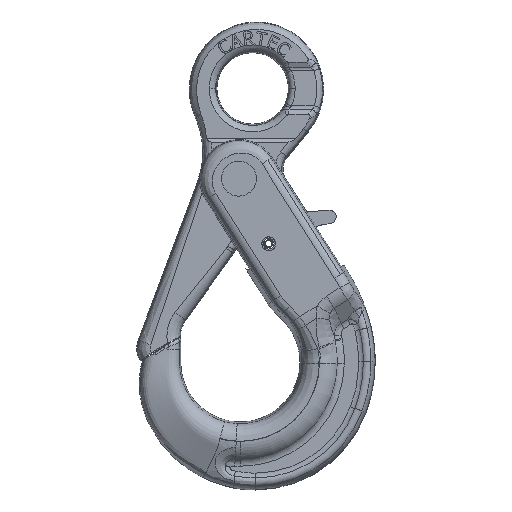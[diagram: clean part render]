
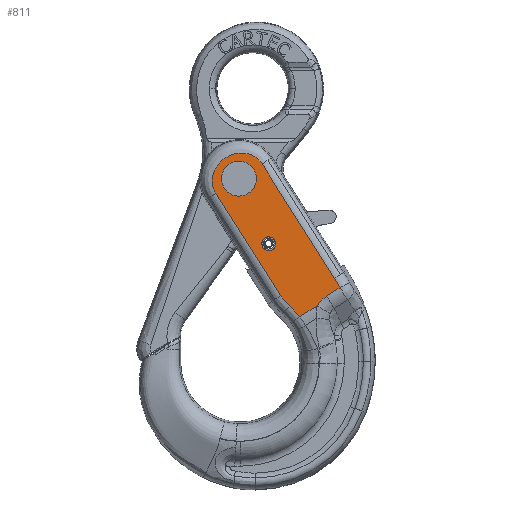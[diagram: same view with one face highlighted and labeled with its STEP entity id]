
A CAD part, top view. The second image highlights one B-rep face of the part: STEP entity #811.
In plain terms, the highlighted planar face has unit normal (0, 0, 1).
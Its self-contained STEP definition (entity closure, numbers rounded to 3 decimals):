
#811=ADVANCED_FACE('',(#2050,#2051,#2052),#2053,.F.);
#2050=FACE_OUTER_BOUND('',#11575,.T.);
#2051=FACE_BOUND('',#11576,.T.);
#2052=FACE_BOUND('',#11577,.T.);
#2053=PLANE('',#11578);
#11575=EDGE_LOOP('',(#32485,#32486,#32487,#32488,#32489,#32490,#32491,#32492,#32493));
#11576=EDGE_LOOP('',(#32494,#32495));
#11577=EDGE_LOOP('',(#32496,#32497));
#11578=AXIS2_PLACEMENT_3D('',#32498,#32499,#32500);
#32485=ORIENTED_EDGE('',*,*,#36450,.T.);
#32486=ORIENTED_EDGE('',*,*,#36451,.T.);
#32487=ORIENTED_EDGE('',*,*,#36452,.T.);
#32488=ORIENTED_EDGE('',*,*,#36453,.T.);
#32489=ORIENTED_EDGE('',*,*,#36454,.T.);
#32490=ORIENTED_EDGE('',*,*,#36455,.T.);
#32491=ORIENTED_EDGE('',*,*,#36299,.T.);
#32492=ORIENTED_EDGE('',*,*,#36456,.T.);
#32493=ORIENTED_EDGE('',*,*,#36304,.T.);
#32494=ORIENTED_EDGE('',*,*,#36238,.T.);
#32495=ORIENTED_EDGE('',*,*,#36457,.T.);
#32496=ORIENTED_EDGE('',*,*,#36248,.T.);
#32497=ORIENTED_EDGE('',*,*,#36458,.T.);
#32498=CARTESIAN_POINT('',(15.924,32.75,13.75));
#32499=DIRECTION('',(0.0,0.0,-1.0));
#32500=DIRECTION('',(0.0,-1.0,0.0));
#36238=EDGE_CURVE('',#38274,#38278,#38280,.T.);
#36248=EDGE_CURVE('',#38292,#38296,#38298,.T.);
#36299=EDGE_CURVE('',#38387,#38385,#38388,.T.);
#36304=EDGE_CURVE('',#38396,#38394,#38397,.T.);
#36450=EDGE_CURVE('',#38394,#38635,#38636,.T.);
#36451=EDGE_CURVE('',#38635,#38637,#38638,.T.);
#36452=EDGE_CURVE('',#38637,#38639,#38640,.T.);
#36453=EDGE_CURVE('',#38639,#38641,#38642,.T.);
#36454=EDGE_CURVE('',#38641,#38643,#38644,.T.);
#36455=EDGE_CURVE('',#38643,#38387,#38645,.T.);
#36456=EDGE_CURVE('',#38385,#38396,#38646,.T.);
#36457=EDGE_CURVE('',#38278,#38274,#38647,.T.);
#36458=EDGE_CURVE('',#38296,#38292,#38648,.T.);
#38274=VERTEX_POINT('',#41165);
#38278=VERTEX_POINT('',#41170);
#38280=CIRCLE('',#41173,2.625);
#38292=VERTEX_POINT('',#41187);
#38296=VERTEX_POINT('',#41192);
#38298=CIRCLE('',#41195,6.125);
#38385=VERTEX_POINT('',#41452);
#38387=VERTEX_POINT('',#41454);
#38388=LINE('',#41455,#41456);
#38394=VERTEX_POINT('',#41463);
#38396=VERTEX_POINT('',#41465);
#38397=LINE('',#41466,#41467);
#38635=VERTEX_POINT('',#43476);
#38636=B_SPLINE_CURVE_WITH_KNOTS('',3,(#43477,#43478,#43479,#43480,#43481,#43482),.UNSPECIFIED.,.F.,.F.,(4,2,4),(0.699,0.712,0.725),.UNSPECIFIED.);
#38637=VERTEX_POINT('',#43483);
#38638=B_SPLINE_CURVE_WITH_KNOTS('',3,(#43484,#43485,#43486,#43487,#43488,#43489,#43490,#43491,#43492,#43493,#43494,#43495,#43496,#43497,#43498,#43499,#43500,#43501,#43502,#43503,#43504,#43505),.UNSPECIFIED.,.F.,.F.,(4,3,3,3,3,3,3,4),(-1.0,-0.5,-0.25,-0.125,-0.094,-0.078,-0.063,0.0),.UNSPECIFIED.);
#38639=VERTEX_POINT('',#43506);
#38640=LINE('',#43507,#43508);
#38641=VERTEX_POINT('',#43509);
#38642=B_SPLINE_CURVE_WITH_KNOTS('',3,(#43510,#43511,#43512,#43513,#43514,#43515,#43516,#43517,#43518,#43519,#43520,#43521,#43522),.UNSPECIFIED.,.F.,.F.,(4,3,3,3,4),(0.0,0.25,0.5,0.75,1.0),.UNSPECIFIED.);
#38643=VERTEX_POINT('',#43523);
#38644=LINE('',#43524,#43525);
#38645=CIRCLE('',#43526,64.406);
#38646=B_SPLINE_CURVE_WITH_KNOTS('',3,(#43527,#43528,#43529,#43530,#43531,#43532,#43533,#43534,#43535,#43536,#43537,#43538,#43539,#43540,#43541,#43542,#43543,#43544,#43545,#43546,#43547,#43548,#43549,#43550,#43551,#43552,#43553,#43554,#43555,#43556,#43557,#43558,#43559,#43560,#43561,#43562,#43563),.UNSPECIFIED.,.F.,.F.,(4,3,3,3,3,3,3,3,3,3,3,3,4),(-1.0,-0.938,-0.875,-0.813,-0.75,-0.625,-0.5,-0.375,-0.25,-0.188,-0.125,-0.062,0.),.UNSPECIFIED.);
#38647=CIRCLE('',#43564,2.625);
#38648=CIRCLE('',#43565,6.125);
#41165=CARTESIAN_POINT('',(7.914,44.105,13.75));
#41170=CARTESIAN_POINT('',(13.164,44.105,13.75));
#41173=AXIS2_PLACEMENT_3D('',#54622,#54623,#54624);
#41187=CARTESIAN_POINT('',(-6.65,68.3,13.75));
#41192=CARTESIAN_POINT('',(5.6,68.3,13.75));
#41195=AXIS2_PLACEMENT_3D('',#54638,#54639,#54640);
#41452=CARTESIAN_POINT('',(8.097,73.761,13.75));
#41454=CARTESIAN_POINT('',(35.027,31.244,13.75));
#41455=CARTESIAN_POINT('',(35.027,31.244,13.75));
#41456=VECTOR('',#54726,10.0);
#41463=CARTESIAN_POINT('',(14.985,24.741,13.75));
#41465=CARTESIAN_POINT('',(-9.147,62.839,13.75));
#41466=CARTESIAN_POINT('',(-9.147,62.839,13.75));
#41467=VECTOR('',#54734,10.0);
#43476=CARTESIAN_POINT('',(18.198,21.008,13.75));
#43477=CARTESIAN_POINT('',(14.985,24.741,13.75));
#43478=CARTESIAN_POINT('',(15.424,24.047,13.75));
#43479=CARTESIAN_POINT('',(15.916,23.382,13.75));
#43480=CARTESIAN_POINT('',(16.993,22.132,13.75));
#43481=CARTESIAN_POINT('',(17.577,21.546,13.75));
#43482=CARTESIAN_POINT('',(18.198,21.008,13.75));
#43483=CARTESIAN_POINT('',(22.076,16.889,13.75));
#43484=CARTESIAN_POINT('',(18.198,21.008,13.75));
#43485=CARTESIAN_POINT('',(18.921,20.382,13.75));
#43486=CARTESIAN_POINT('',(19.614,19.716,13.75));
#43487=CARTESIAN_POINT('',(20.27,19.017,13.75));
#43488=CARTESIAN_POINT('',(20.598,18.667,13.75));
#43489=CARTESIAN_POINT('',(20.917,18.309,13.75));
#43490=CARTESIAN_POINT('',(21.227,17.943,13.75));
#43491=CARTESIAN_POINT('',(21.382,17.76,13.75));
#43492=CARTESIAN_POINT('',(21.534,17.575,13.75));
#43493=CARTESIAN_POINT('',(21.684,17.388,13.75));
#43494=CARTESIAN_POINT('',(21.721,17.341,13.75));
#43495=CARTESIAN_POINT('',(21.758,17.294,13.75));
#43496=CARTESIAN_POINT('',(21.795,17.247,13.75));
#43497=CARTESIAN_POINT('',(21.814,17.224,13.75));
#43498=CARTESIAN_POINT('',(21.832,17.201,13.75));
#43499=CARTESIAN_POINT('',(21.851,17.177,13.75));
#43500=CARTESIAN_POINT('',(21.869,17.153,13.75));
#43501=CARTESIAN_POINT('',(21.883,17.136,13.75));
#43502=CARTESIAN_POINT('',(21.898,17.117,13.75));
#43503=CARTESIAN_POINT('',(21.958,17.041,13.75));
#43504=CARTESIAN_POINT('',(22.017,16.965,13.75));
#43505=CARTESIAN_POINT('',(22.076,16.889,13.75));
#43506=CARTESIAN_POINT('',(28.61,21.028,13.75));
#43507=CARTESIAN_POINT('',(22.076,16.889,13.75));
#43508=VECTOR('',#54890,7.735);
#43509=CARTESIAN_POINT('',(32.062,24.554,13.75));
#43510=CARTESIAN_POINT('',(28.61,21.028,13.75));
#43511=CARTESIAN_POINT('',(28.831,21.383,13.75));
#43512=CARTESIAN_POINT('',(29.067,21.723,13.75));
#43513=CARTESIAN_POINT('',(29.321,22.049,13.75));
#43514=CARTESIAN_POINT('',(29.574,22.375,13.75));
#43515=CARTESIAN_POINT('',(29.844,22.686,13.75));
#43516=CARTESIAN_POINT('',(30.131,22.981,13.75));
#43517=CARTESIAN_POINT('',(30.418,23.277,13.75));
#43518=CARTESIAN_POINT('',(30.722,23.557,13.75));
#43519=CARTESIAN_POINT('',(31.045,23.82,13.75));
#43520=CARTESIAN_POINT('',(31.368,24.084,13.75));
#43521=CARTESIAN_POINT('',(31.708,24.33,13.75));
#43522=CARTESIAN_POINT('',(32.062,24.554,13.75));
#43523=CARTESIAN_POINT('',(37.094,27.741,13.75));
#43524=CARTESIAN_POINT('',(32.062,24.554,13.75));
#43525=VECTOR('',#54891,5.957);
#43526=AXIS2_PLACEMENT_3D('',#54892,#54893,#54894);
#43527=CARTESIAN_POINT('',(8.097,73.761,13.75));
#43528=CARTESIAN_POINT('',(7.747,74.314,13.75));
#43529=CARTESIAN_POINT('',(7.333,74.828,13.75));
#43530=CARTESIAN_POINT('',(6.87,75.288,13.75));
#43531=CARTESIAN_POINT('',(6.406,75.747,13.75));
#43532=CARTESIAN_POINT('',(5.889,76.155,13.75));
#43533=CARTESIAN_POINT('',(5.336,76.498,13.75));
#43534=CARTESIAN_POINT('',(4.783,76.841,13.75));
#43535=CARTESIAN_POINT('',(4.192,77.121,13.75));
#43536=CARTESIAN_POINT('',(3.581,77.33,13.75));
#43537=CARTESIAN_POINT('',(2.97,77.54,13.75));
#43538=CARTESIAN_POINT('',(2.336,77.679,13.75));
#43539=CARTESIAN_POINT('',(1.702,77.746,13.75));
#43540=CARTESIAN_POINT('',(0.432,77.879,13.75));
#43541=CARTESIAN_POINT('',(-0.84,77.792,13.75));
#43542=CARTESIAN_POINT('',(-2.048,77.506,13.75));
#43543=CARTESIAN_POINT('',(-3.255,77.22,13.75));
#43544=CARTESIAN_POINT('',(-4.409,76.732,13.75));
#43545=CARTESIAN_POINT('',(-5.449,76.074,13.75));
#43546=CARTESIAN_POINT('',(-6.488,75.415,13.75));
#43547=CARTESIAN_POINT('',(-7.422,74.581,13.75));
#43548=CARTESIAN_POINT('',(-8.197,73.611,13.75));
#43549=CARTESIAN_POINT('',(-8.972,72.641,13.75));
#43550=CARTESIAN_POINT('',(-9.593,71.529,13.75));
#43551=CARTESIAN_POINT('',(-10.016,70.324,13.75));
#43552=CARTESIAN_POINT('',(-10.227,69.722,13.75));
#43553=CARTESIAN_POINT('',(-10.372,69.089,13.75));
#43554=CARTESIAN_POINT('',(-10.444,68.447,13.75));
#43555=CARTESIAN_POINT('',(-10.515,67.806,13.75));
#43556=CARTESIAN_POINT('',(-10.515,67.151,13.75));
#43557=CARTESIAN_POINT('',(-10.441,66.505,13.75));
#43558=CARTESIAN_POINT('',(-10.367,65.859,13.75));
#43559=CARTESIAN_POINT('',(-10.219,65.217,13.75));
#43560=CARTESIAN_POINT('',(-10.002,64.601,13.75));
#43561=CARTESIAN_POINT('',(-9.785,63.985,13.75));
#43562=CARTESIAN_POINT('',(-9.497,63.391,13.75));
#43563=CARTESIAN_POINT('',(-9.147,62.839,13.75));
#43564=AXIS2_PLACEMENT_3D('',#54895,#54896,#54897);
#43565=AXIS2_PLACEMENT_3D('',#54898,#54899,#54900);
#54622=CARTESIAN_POINT('',(10.539,44.105,13.75));
#54623=DIRECTION('',(0.0,0.0,-1.0));
#54624=DIRECTION('',(-1.0,0.0,0.0));
#54638=CARTESIAN_POINT('',(-0.525,68.3,13.75));
#54639=DIRECTION('',(0.0,0.0,-1.0));
#54640=DIRECTION('',(-1.0,0.0,0.0));
#54726=DIRECTION('',(-0.535,0.845,0.0));
#54734=DIRECTION('',(0.535,-0.845,0.));
#54890=DIRECTION('',(0.845,0.535,0.0));
#54891=DIRECTION('',(0.845,0.535,0.0));
#54892=CARTESIAN_POINT('',(-19.382,-3.219,13.75));
#54893=DIRECTION('',(0.,0.,1.0));
#54894=DIRECTION('',(0.845,0.535,0.));
#54895=CARTESIAN_POINT('',(10.539,44.105,13.75));
#54896=DIRECTION('',(0.0,0.0,-1.0));
#54897=DIRECTION('',(-1.0,0.0,0.0));
#54898=CARTESIAN_POINT('',(-0.525,68.3,13.75));
#54899=DIRECTION('',(0.0,0.0,-1.0));
#54900=DIRECTION('',(-1.0,0.0,0.0));
